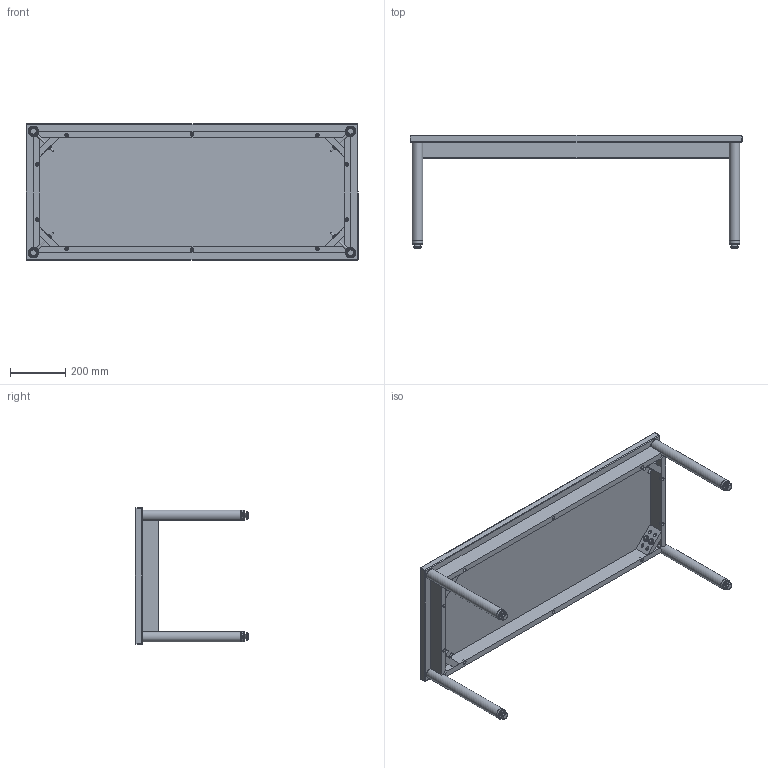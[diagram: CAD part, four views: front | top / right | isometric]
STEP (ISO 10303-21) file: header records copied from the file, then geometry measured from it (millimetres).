
FILE_DESCRIPTION(/* description */ ('APRON RAIL'),/* implementation_level */ '2;1');
FILE_NAME(/* name */ 'GRT4820.stp',/* time_stamp */ '2015-04-15T07:44:38-04:00',/* author */ ('jbosley'),/* organization */ (''),/* preprocessor_version */ 'ST-DEVELOPER v15.6',/* originating_system */ 'Autodesk Inventor 2015',/* authorisation */ '');
FILE_SCHEMA (('AUTOMOTIVE_DESIGN { 1 0 10303 214 3 1 1 }'));
Length unit declared in the file: inch
Products named in the file (15): GRT-01; GRT-02; CB 0T7; 8X1 QUAD DT; GRT4820 FRM; TOP B 2 042L; GRT 14.5 BRZ; 5-16 WASHER; 5-16X.18 LK NUT; INST GLD 1420; GLD 1420 BLK; GLD 1420 THREAD; ANSI B18.6.3 - 1_4 - 28(2); GRT4820
Bounding box: 1206.5 x 412.04 x 495.3 mm (x, y, z)
Volume: 19859679.3 mm3; surface area: 2250109.5 mm2
Topology: 69 solids, 69 shells, 1104 faces, 2404 edges, 1500 vertices
Faces by surface type: plane 556, cylinder 268, cone 224, torus 44, sphere 12
Full cylindrical faces by diameter (mm): 4.166 x16, 4.762 x26, 5.359 x4, 6.35 x12, 6.401 x16, 7.938 x8, 8.179 x16, 8.89 x8, 9.398 x8, 9.525 x16, 11.112 x8, 12.014 x4, 12.7 x18, 22.225 x8, 22.987 x8, 33.02 x4, 34.925 x4, 38.1 x8
Entity records: 6442 total; most frequent: CARTESIAN_POINT 1353, DIRECTION 1074, ORIENTED_EDGE 792, AXIS2_PLACEMENT_3D 467, EDGE_CURVE 396, EDGE_LOOP 332, VERTEX_POINT 276, FACE_OUTER_BOUND 223
